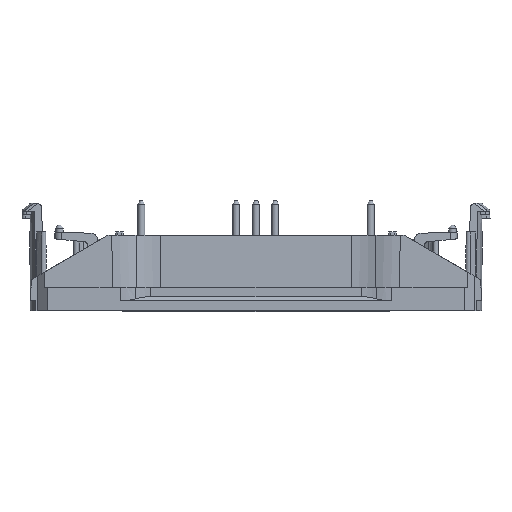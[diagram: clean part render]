
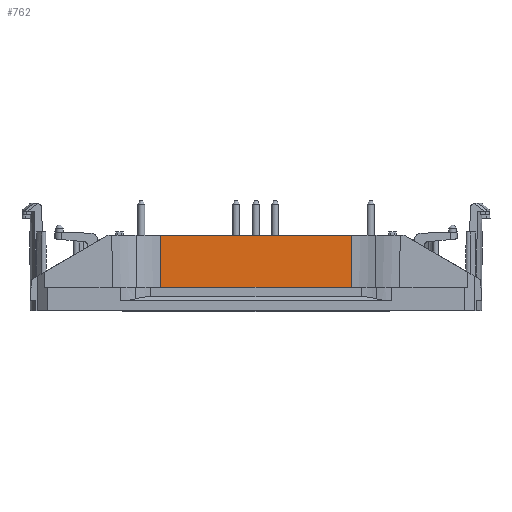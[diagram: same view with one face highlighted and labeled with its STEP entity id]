
A CAD part, front view. The second image highlights one B-rep face of the part: STEP entity #762.
In plain terms, the highlighted planar face has unit normal (0, -1, 0.026).
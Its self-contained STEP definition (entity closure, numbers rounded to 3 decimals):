
#762 = ADVANCED_FACE( '', ( #1854 ), #1855, .T. );
#1854 = FACE_OUTER_BOUND( '', #3289, .T. );
#1855 = PLANE( '', #3290 );
#3289 = EDGE_LOOP( '', ( #5631, #5632, #5633, #5634 ) );
#3290 = AXIS2_PLACEMENT_3D( '', #5635, #5636, #5637 );
#5631 = ORIENTED_EDGE( '', *, *, #8793, .T. );
#5632 = ORIENTED_EDGE( '', *, *, #9081, .F. );
#5633 = ORIENTED_EDGE( '', *, *, #9082, .F. );
#5634 = ORIENTED_EDGE( '', *, *, #8296, .T. );
#5635 = CARTESIAN_POINT( '', ( 0., -14.5, 1.15 ) );
#5636 = DIRECTION( '', ( 0., -1., 0.026 ) );
#5637 = DIRECTION( '', ( 0., -0.026, -1. ) );
#8296 = EDGE_CURVE( '', #9900, #9897, #9901, .F. );
#8793 = EDGE_CURVE( '', #9897, #10748, #10750, .T. );
#9081 = EDGE_CURVE( '', #11184, #10748, #11185, .F. );
#9082 = EDGE_CURVE( '', #9900, #11184, #11186, .T. );
#9897 = VERTEX_POINT( '', #12219 );
#9900 = VERTEX_POINT( '', #12222 );
#9901 = LINE( '', #12223, #12224 );
#10748 = VERTEX_POINT( '', #13379 );
#10750 = LINE( '', #13381, #13382 );
#11184 = VERTEX_POINT( '', #13995 );
#11185 = LINE( '', #13996, #13997 );
#11186 = LINE( '', #13998, #13999 );
#12219 = CARTESIAN_POINT( '', ( 13.977, -14.242, 11. ) );
#12222 = CARTESIAN_POINT( '', ( 13.895, -14.441, 3.4 ) );
#12223 = CARTESIAN_POINT( '', ( 13.978, -14.241, 11.039 ) );
#12224 = VECTOR( '', #15501, 1000. );
#13379 = CARTESIAN_POINT( '', ( -13.977, -14.242, 11. ) );
#13381 = CARTESIAN_POINT( '', ( 0., -14.242, 11. ) );
#13382 = VECTOR( '', #16174, 1000. );
#13995 = CARTESIAN_POINT( '', ( -13.895, -14.441, 3.4 ) );
#13996 = CARTESIAN_POINT( '', ( -13.978, -14.241, 11.039 ) );
#13997 = VECTOR( '', #16528, 1000. );
#13998 = CARTESIAN_POINT( '', ( 0., -14.441, 3.4 ) );
#13999 = VECTOR( '', #16529, 1000. );
#15501 = DIRECTION( '', ( -0.011, -0.026, -1. ) );
#16174 = DIRECTION( '', ( -1., 0., 0. ) );
#16528 = DIRECTION( '', ( 0.011, -0.026, -1. ) );
#16529 = DIRECTION( '', ( -1., 0., 0. ) );
